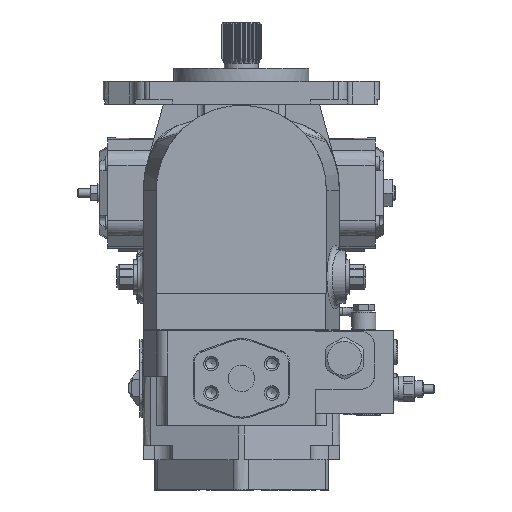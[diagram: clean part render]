
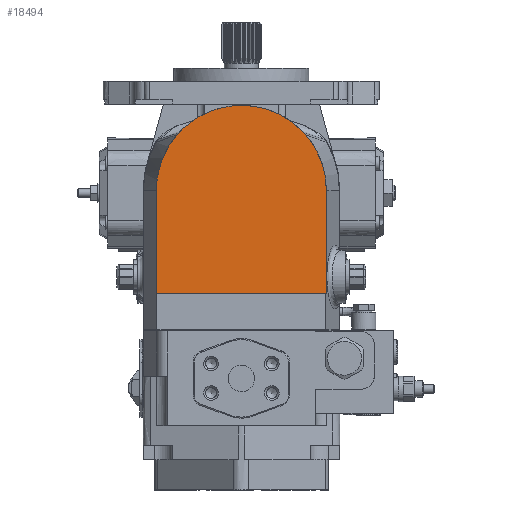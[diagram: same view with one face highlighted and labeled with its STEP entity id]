
A CAD part, front view. The second image highlights one B-rep face of the part: STEP entity #18494.
In plain terms, the highlighted free-form (B-spline) face has degree [1, 1] with [2, 2] control points.
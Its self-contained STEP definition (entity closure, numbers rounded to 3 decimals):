
#16547 = EDGE_CURVE('',#16548,#16550,#16552,.T.);
#16548 = VERTEX_POINT('',#16549);
#16549 = CARTESIAN_POINT('',(-102.226,-133.789,
    -18.528));
#16550 = VERTEX_POINT('',#16551);
#16551 = CARTESIAN_POINT('',(102.226,-133.789,
    -18.528));
#16552 = B_SPLINE_CURVE_WITH_KNOTS('',1,(#16553,#16554),.UNSPECIFIED.,
  .F.,.F.,(2,2),(0.,160.),.PIECEWISE_BEZIER_KNOTS.);
#16553 = CARTESIAN_POINT('',(-102.226,-133.789,
    -18.528));
#16554 = CARTESIAN_POINT('',(102.226,-133.789,
    -18.528));
#16577 = EDGE_CURVE('',#16578,#16548,#16580,.T.);
#16578 = VERTEX_POINT('',#16579);
#16579 = CARTESIAN_POINT('',(-102.226,-133.789,
    105.421));
#16580 = B_SPLINE_CURVE_WITH_KNOTS('',1,(#16581,#16582),.UNSPECIFIED.,
  .F.,.F.,(2,2),(0.,96.999),.PIECEWISE_BEZIER_KNOTS.);
#16581 = CARTESIAN_POINT('',(-102.226,-133.789,
    105.421));
#16582 = CARTESIAN_POINT('',(-102.226,-133.789,
    -18.528));
#16599 = EDGE_CURVE('',#16600,#16578,#16602,.T.);
#16600 = VERTEX_POINT('',#16601);
#16601 = CARTESIAN_POINT('',(102.226,-133.789,
    105.421));
#16602 = ( BOUNDED_CURVE() B_SPLINE_CURVE(2,(#16603,#16604,#16605,#16606
,#16607),.UNSPECIFIED.,.F.,.F.) B_SPLINE_CURVE_WITH_KNOTS((3,2,3),(0.,
1.571,3.142),.PIECEWISE_BEZIER_KNOTS.) CURVE() 
GEOMETRIC_REPRESENTATION_ITEM() RATIONAL_B_SPLINE_CURVE((1.,
0.707,1.,0.707,1.)) REPRESENTATION_ITEM('') );
#16603 = CARTESIAN_POINT('',(102.226,-133.789,
    105.421));
#16604 = CARTESIAN_POINT('',(102.226,-133.789,
    207.647));
#16605 = CARTESIAN_POINT('',(0.,-133.789,
    207.647));
#16606 = CARTESIAN_POINT('',(-102.226,-133.789,
    207.647));
#16607 = CARTESIAN_POINT('',(-102.226,-133.789,
    105.421));
#16630 = EDGE_CURVE('',#16550,#16600,#16631,.T.);
#16631 = B_SPLINE_CURVE_WITH_KNOTS('',1,(#16632,#16633),.UNSPECIFIED.,
  .F.,.F.,(2,2),(0.,96.999),.PIECEWISE_BEZIER_KNOTS.);
#16632 = CARTESIAN_POINT('',(102.226,-133.789,
    -18.528));
#16633 = CARTESIAN_POINT('',(102.226,-133.789,
    105.421));
#18494 = ADVANCED_FACE('',(#18495),#18501,.F.);
#18495 = FACE_BOUND('',#18496,.T.);
#18496 = EDGE_LOOP('',(#18497,#18498,#18499,#18500));
#18497 = ORIENTED_EDGE('',*,*,#16630,.T.);
#18498 = ORIENTED_EDGE('',*,*,#16599,.T.);
#18499 = ORIENTED_EDGE('',*,*,#16577,.T.);
#18500 = ORIENTED_EDGE('',*,*,#16547,.T.);
#18501 = B_SPLINE_SURFACE_WITH_KNOTS('',1,1,(
    (#18502,#18503)
    ,(#18504,#18505
    )),.UNSPECIFIED.,.F.,.F.,.F.,(2,2),(2,2),(-68.743,
    108.256),(-80.,80.),.PIECEWISE_BEZIER_KNOTS.);
#18502 = CARTESIAN_POINT('',(-102.226,-133.789,
    -18.528));
#18503 = CARTESIAN_POINT('',(102.226,-133.789,
    -18.528));
#18504 = CARTESIAN_POINT('',(-102.226,-133.789,
    207.647));
#18505 = CARTESIAN_POINT('',(102.226,-133.789,
    207.647));
